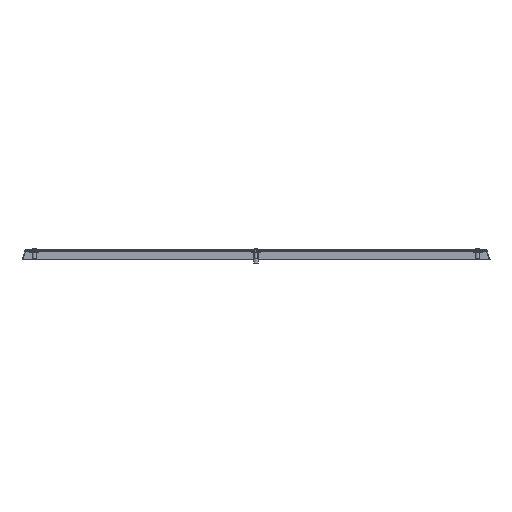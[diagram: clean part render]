
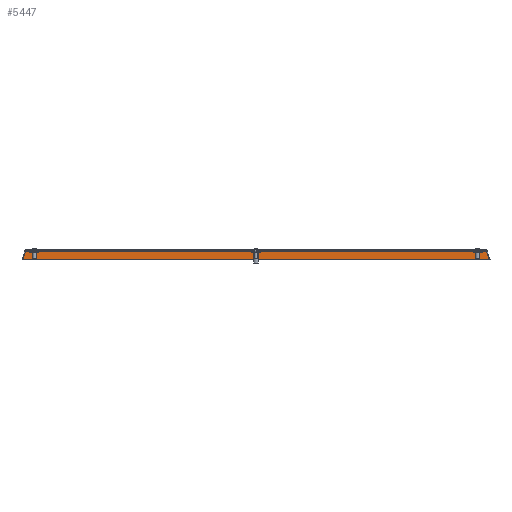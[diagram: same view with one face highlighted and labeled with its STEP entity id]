
A CAD part, front view. The second image highlights one B-rep face of the part: STEP entity #5447.
In plain terms, the highlighted planar face has unit normal (0, -1, 0).
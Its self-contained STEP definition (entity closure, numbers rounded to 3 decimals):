
#122 = LINE ( 'NONE', #5940, #4873 ) ;
#138 = DIRECTION ( 'NONE',  ( 0.309, 0., -0.951 ) ) ;
#236 = LINE ( 'NONE', #6107, #6010 ) ;
#359 = EDGE_CURVE ( 'NONE', #5969, #2141, #4651, .T. ) ;
#588 = EDGE_CURVE ( 'NONE', #6867, #2141, #122, .T. ) ;
#693 = DIRECTION ( 'NONE',  ( 0.309, 0., 0.951 ) ) ;
#855 = CARTESIAN_POINT ( 'NONE',  ( -374.94, 800.4, -16. ) ) ;
#1452 = FACE_OUTER_BOUND ( 'NONE', #4106, .T. ) ;
#1647 = VERTEX_POINT ( 'NONE', #6505 ) ;
#1752 = DIRECTION ( 'NONE',  ( -1., 0., 0. ) ) ;
#1927 = ORIENTED_EDGE ( 'NONE', *, *, #5142, .F. ) ;
#2141 = VERTEX_POINT ( 'NONE', #3658 ) ;
#2442 = VECTOR ( 'NONE', #138, 1000. ) ;
#2481 = ORIENTED_EDGE ( 'NONE', *, *, #588, .F. ) ;
#2502 = CARTESIAN_POINT ( 'NONE',  ( 301.906, 800.4, 203.921 ) ) ;
#2552 = ORIENTED_EDGE ( 'NONE', *, *, #359, .T. ) ;
#2731 = CARTESIAN_POINT ( 'NONE',  ( -373.363, 800.4, -16. ) ) ;
#3217 = DIRECTION ( 'NONE',  ( 0., 1., 0. ) ) ;
#3306 = VECTOR ( 'NONE', #1752, 1000. ) ;
#3658 = CARTESIAN_POINT ( 'NONE',  ( -368.651, 800.4, -1.5 ) ) ;
#3773 = ORIENTED_EDGE ( 'NONE', *, *, #5829, .F. ) ;
#4106 = EDGE_LOOP ( 'NONE', ( #3773, #1927, #2552, #2481 ) ) ;
#4294 = LINE ( 'NONE', #2502, #2442 ) ;
#4478 = DIRECTION ( 'NONE',  ( -1., 0., 0. ) ) ;
#4651 = LINE ( 'NONE', #5332, #3306 ) ;
#4873 = VECTOR ( 'NONE', #693, 1000. ) ;
#5142 = EDGE_CURVE ( 'NONE', #5969, #1647, #4294, .T. ) ;
#5332 = CARTESIAN_POINT ( 'NONE',  ( 0., 800.4, -1.5 ) ) ;
#5447 = ADVANCED_FACE ( 'NONE', ( #1452 ), #6162, .F. ) ;
#5560 = DIRECTION ( 'NONE',  ( 0., 0., 1. ) ) ;
#5829 = EDGE_CURVE ( 'NONE', #1647, #6867, #236, .T. ) ;
#5940 = CARTESIAN_POINT ( 'NONE',  ( -373.513, 800.4, -16.464 ) ) ;
#5969 = VERTEX_POINT ( 'NONE', #7057 ) ;
#6010 = VECTOR ( 'NONE', #4478, 1000. ) ;
#6107 = CARTESIAN_POINT ( 'NONE',  ( 0., 800.4, -16. ) ) ;
#6162 = PLANE ( 'NONE',  #6762 ) ;
#6505 = CARTESIAN_POINT ( 'NONE',  ( 373.363, 800.4, -16. ) ) ;
#6762 = AXIS2_PLACEMENT_3D ( 'NONE', #855, #3217, #5560 ) ;
#6867 = VERTEX_POINT ( 'NONE', #2731 ) ;
#7057 = CARTESIAN_POINT ( 'NONE',  ( 368.651, 800.4, -1.5 ) ) ;
